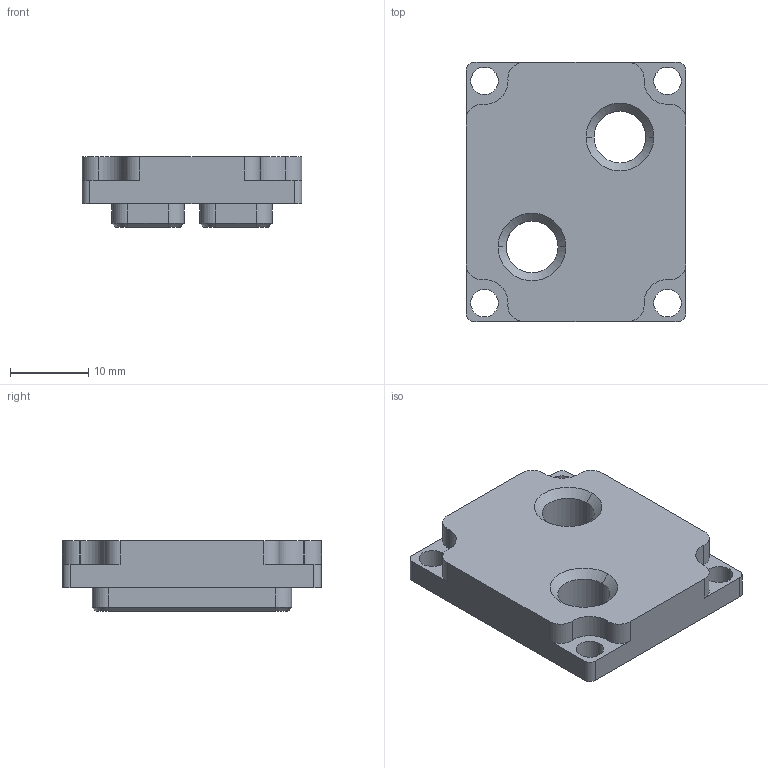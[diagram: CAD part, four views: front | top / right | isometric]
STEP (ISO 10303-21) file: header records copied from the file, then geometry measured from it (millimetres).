
FILE_DESCRIPTION (( 'STEP AP203' ), '1' );
FILE_NAME ('Pièce3^Assemblage3.STEP', '2015-12-30T13:23:22', ( '' ), ( '' ), 'SwSTEP 2.0', 'SolidWorks 2014', '' );
FILE_SCHEMA (( 'CONFIG_CONTROL_DESIGN' ));
Length unit declared in the file: millimetre
Products named in the file (1): Pièce3^Assemblage3
Bounding box: 28 x 33 x 9 mm (x, y, z)
Volume: 5808.1 mm3; surface area: 3162.8 mm2
Topology: 1 solids, 1 shells, 80 faces, 208 edges, 132 vertices
Faces by surface type: cylinder 40, plane 28, cone 12
Entity records: 2565 total; most frequent: DIRECTION 462, CARTESIAN_POINT 421, ORIENTED_EDGE 416, EDGE_CURVE 208, AXIS2_PLACEMENT_3D 173, VERTEX_POINT 132, VECTOR 116, LINE 116
